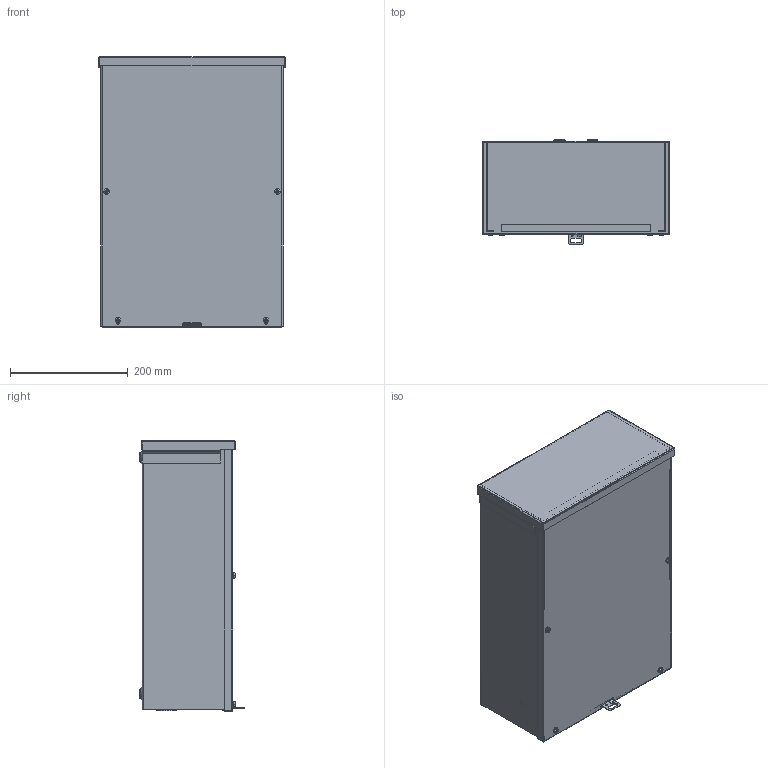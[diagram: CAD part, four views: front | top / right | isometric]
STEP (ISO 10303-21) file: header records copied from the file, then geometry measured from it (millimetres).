
FILE_DESCRIPTION (( 'STEP AP203' ), '1' );
FILE_NAME ('C3R18126SC_Default.step', '2019-11-12T22:50:36', ( '' ), ( '' ), 'SwSTEP 2.0', 'SolidWorks 2019', '' );
FILE_SCHEMA (( 'CONFIG_CONTROL_DESIGN' ));
Length unit declared in the file: inch
Products named in the file (1): C3R18126SC_Default
Bounding box: 317.22 x 177.22 x 460.25 mm (x, y, z)
Volume: 832906.9 mm3; surface area: 1157313 mm2
Topology: 11 solids, 11 shells, 429 faces, 1079 edges, 685 vertices
Faces by surface type: plane 226, cylinder 117, bspline 56, cone 30
Entity records: 15822 total; most frequent: CARTESIAN_POINT 5652, ORIENTED_EDGE 2154, DIRECTION 2037, EDGE_CURVE 1077, AXIS2_PLACEMENT_3D 718, VERTEX_POINT 685, VECTOR 601, LINE 601
